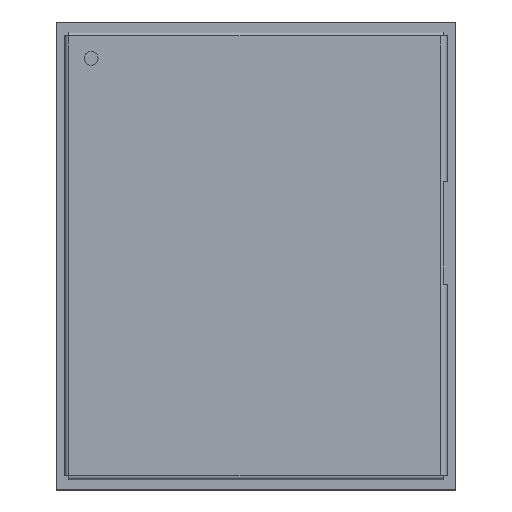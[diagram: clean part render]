
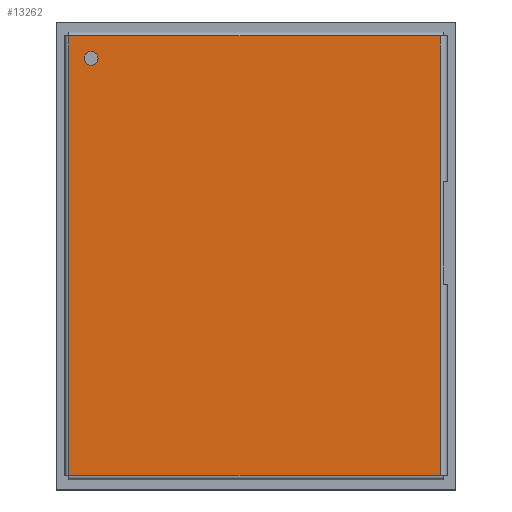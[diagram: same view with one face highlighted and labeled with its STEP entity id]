
A CAD part, top view. The second image highlights one B-rep face of the part: STEP entity #13262.
In plain terms, the highlighted face is planar.
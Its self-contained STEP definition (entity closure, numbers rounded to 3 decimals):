
#12191=CARTESIAN_POINT('',(-7.22,0.1,-8.655));
#12192=DIRECTION('',(0.,-1.,0.));
#12193=DIRECTION('',(1.,0.,0.));
#12194=AXIS2_PLACEMENT_3D('',#12191,#12192,#12193);
#12199=CARTESIAN_POINT('',(-7.22,0.1,-8.655));
#12200=DIRECTION('',(0.,-1.,0.));
#12201=DIRECTION('',(-1.,0.,0.));
#12202=AXIS2_PLACEMENT_3D('',#12199,#12200,#12201);
#12222=DIRECTION('',(0.,0.,-1.));
#12223=VECTOR('',#12222,19.27);
#12224=CARTESIAN_POINT('',(-8.2,0.1,9.635));
#12225=LINE('',#12224,#12223);
#12357=DIRECTION('',(-1.,0.,0.));
#12358=VECTOR('',#12357,16.27);
#12359=CARTESIAN_POINT('',(8.07,0.1,9.635));
#12360=LINE('',#12359,#12358);
#12472=DIRECTION('',(0.,0.,1.));
#12473=VECTOR('',#12472,19.27);
#12474=CARTESIAN_POINT('',(8.07,0.1,-9.635));
#12475=LINE('',#12474,#12473);
#12731=DIRECTION('',(1.,0.,0.));
#12732=VECTOR('',#12731,16.27);
#12733=CARTESIAN_POINT('',(-8.2,0.1,-9.635));
#12734=LINE('',#12733,#12732);
#13145=CARTESIAN_POINT('',(-6.92,0.1,-8.655));
#13146=CARTESIAN_POINT('',(-7.52,0.1,-8.655));
#13147=VERTEX_POINT('',#13145);
#13148=VERTEX_POINT('',#13146);
#13153=CARTESIAN_POINT('',(-8.2,0.1,-9.635));
#13154=VERTEX_POINT('',#13153);
#13157=CARTESIAN_POINT('',(-8.2,0.1,9.635));
#13158=VERTEX_POINT('',#13157);
#13177=CARTESIAN_POINT('',(8.07,0.1,9.635));
#13178=VERTEX_POINT('',#13177);
#13181=CARTESIAN_POINT('',(8.07,0.1,-9.635));
#13182=VERTEX_POINT('',#13181);
#13241=CARTESIAN_POINT('',(0.,0.1,0.));
#13242=DIRECTION('',(0.,1.,0.));
#13243=DIRECTION('',(1.,0.,0.));
#13244=AXIS2_PLACEMENT_3D('',#13241,#13242,#13243);
#13245=PLANE('',#13244);
#13247=ORIENTED_EDGE('',*,*,#13246,.T.);
#13249=ORIENTED_EDGE('',*,*,#13248,.T.);
#13251=ORIENTED_EDGE('',*,*,#13250,.T.);
#13253=ORIENTED_EDGE('',*,*,#13252,.T.);
#13254=EDGE_LOOP('',(#13247,#13249,#13251,#13253));
#13255=FACE_OUTER_BOUND('',#13254,.F.);
#13257=ORIENTED_EDGE('',*,*,#13256,.F.);
#13259=ORIENTED_EDGE('',*,*,#13258,.F.);
#13260=EDGE_LOOP('',(#13257,#13259));
#13261=FACE_BOUND('',#13260,.F.);
#12195=CIRCLE('',#12194,0.3);
#12203=CIRCLE('',#12202,0.3);
#13246=EDGE_CURVE('',#13158,#13154,#12225,.T.);
#13248=EDGE_CURVE('',#13154,#13182,#12734,.T.);
#13250=EDGE_CURVE('',#13182,#13178,#12475,.T.);
#13252=EDGE_CURVE('',#13178,#13158,#12360,.T.);
#13256=EDGE_CURVE('',#13147,#13148,#12195,.T.);
#13258=EDGE_CURVE('',#13148,#13147,#12203,.T.);
#13262=ADVANCED_FACE('',(#13255,#13261),#13245,.T.);
